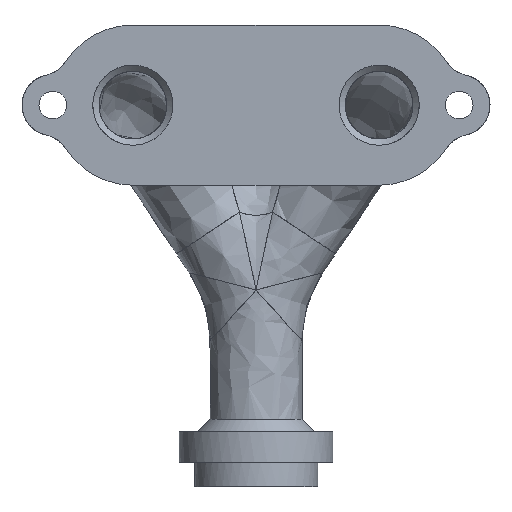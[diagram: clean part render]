
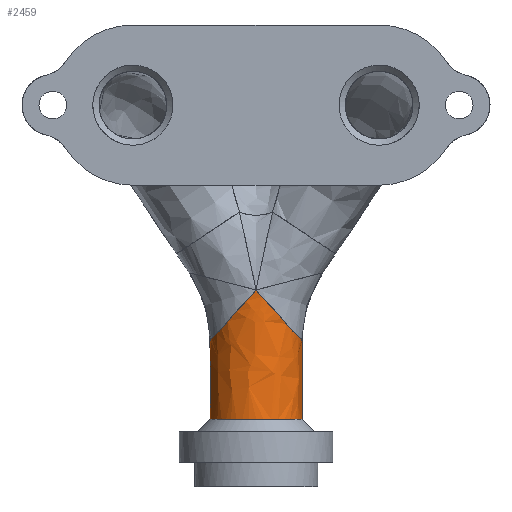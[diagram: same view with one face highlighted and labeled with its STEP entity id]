
A CAD part, front view. The second image highlights one B-rep face of the part: STEP entity #2459.
In plain terms, the highlighted free-form (B-spline) face has degree [2, 1] with [7, 2] control points.
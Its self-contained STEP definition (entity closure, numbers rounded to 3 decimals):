
#2459 = ADVANCED_FACE('',(#2460),#2552,.T.);
#2460 = FACE_BOUND('',#2461,.T.);
#2461 = EDGE_LOOP('',(#2462,#2471,#2483,#2490,#2506,#2522,#2538));
#2462 = ORIENTED_EDGE('',*,*,#2463,.T.);
#2463 = EDGE_CURVE('',#2464,#2466,#2468,.T.);
#2464 = VERTEX_POINT('',#2465);
#2465 = CARTESIAN_POINT('',(8.006,0.,
    25.27));
#2466 = VERTEX_POINT('',#2467);
#2467 = CARTESIAN_POINT('',(8.006,0.,
    11.742));
#2468 = B_SPLINE_CURVE_WITH_KNOTS('',1,(#2469,#2470),.UNSPECIFIED.,.F.,
  .F.,(2,2),(6.056,18.729),.PIECEWISE_BEZIER_KNOTS.);
#2469 = CARTESIAN_POINT('',(8.006,0.,
    25.27));
#2470 = CARTESIAN_POINT('',(8.006,0.,
    11.742));
#2471 = ORIENTED_EDGE('',*,*,#2472,.T.);
#2472 = EDGE_CURVE('',#2466,#2473,#2475,.T.);
#2473 = VERTEX_POINT('',#2474);
#2474 = CARTESIAN_POINT('',(8.006,0.,
    11.742));
#2475 = ( BOUNDED_CURVE() B_SPLINE_CURVE(2,(#2476,#2477,#2478,#2479,
#2480,#2481,#2482),.UNSPECIFIED.,.T.,.F.) B_SPLINE_CURVE_WITH_KNOTS((1,2
    ,2,2,2,1),(-2.094,0.,2.094,4.189,
6.283,8.378),.UNSPECIFIED.) CURVE() 
GEOMETRIC_REPRESENTATION_ITEM() RATIONAL_B_SPLINE_CURVE((1.,0.5,1.,0.5,
1.,0.5,1.)) REPRESENTATION_ITEM('') );
#2476 = CARTESIAN_POINT('',(8.006,0.,
    11.742));
#2477 = CARTESIAN_POINT('',(8.006,13.866,
    11.742));
#2478 = CARTESIAN_POINT('',(-4.003,6.933,
    11.742));
#2479 = CARTESIAN_POINT('',(-16.012,0.,
    11.742));
#2480 = CARTESIAN_POINT('',(-4.003,-6.933,
    11.742));
#2481 = CARTESIAN_POINT('',(8.006,-13.866,
    11.742));
#2482 = CARTESIAN_POINT('',(8.006,0.,
    11.742));
#2483 = ORIENTED_EDGE('',*,*,#2484,.T.);
#2484 = EDGE_CURVE('',#2473,#2485,#2487,.T.);
#2485 = VERTEX_POINT('',#2486);
#2486 = CARTESIAN_POINT('',(8.006,0.,
    25.27));
#2487 = B_SPLINE_CURVE_WITH_KNOTS('',1,(#2488,#2489),.UNSPECIFIED.,.F.,
  .F.,(2,2),(11.,23.674),.PIECEWISE_BEZIER_KNOTS.);
#2488 = CARTESIAN_POINT('',(8.006,0.,
    11.742));
#2489 = CARTESIAN_POINT('',(8.006,0.,
    25.27));
#2490 = ORIENTED_EDGE('',*,*,#2491,.T.);
#2491 = EDGE_CURVE('',#2485,#2492,#2494,.T.);
#2492 = VERTEX_POINT('',#2493);
#2493 = CARTESIAN_POINT('',(0.,-8.006,
    34.158));
#2494 = B_SPLINE_CURVE_WITH_KNOTS('',10,(#2495,#2496,#2497,#2498,#2499,
    #2500,#2501,#2502,#2503,#2504,#2505),.UNSPECIFIED.,.F.,.F.,(11,11),(
    0.,12.046),.PIECEWISE_BEZIER_KNOTS.);
#2495 = CARTESIAN_POINT('',(8.006,0.,
    25.27));
#2496 = CARTESIAN_POINT('',(8.006,-1.565,
    25.27));
#2497 = CARTESIAN_POINT('',(7.666,-3.129,
    25.637));
#2498 = CARTESIAN_POINT('',(6.988,-4.551,
    26.368));
#2499 = CARTESIAN_POINT('',(6.051,-5.666,
    27.391));
#2500 = CARTESIAN_POINT('',(5.104,-6.477,
    28.476));
#2501 = CARTESIAN_POINT('',(4.093,-7.123,
    29.6));
#2502 = CARTESIAN_POINT('',(3.079,-7.564,
    30.738));
#2503 = CARTESIAN_POINT('',(2.055,-7.86,
    31.877));
#2504 = CARTESIAN_POINT('',(1.027,-8.006,
    33.017));
#2505 = CARTESIAN_POINT('',(0.,-8.006,
    34.158));
#2506 = ORIENTED_EDGE('',*,*,#2507,.T.);
#2507 = EDGE_CURVE('',#2492,#2508,#2510,.T.);
#2508 = VERTEX_POINT('',#2509);
#2509 = CARTESIAN_POINT('',(-8.006,0.,
    25.27));
#2510 = B_SPLINE_CURVE_WITH_KNOTS('',10,(#2511,#2512,#2513,#2514,#2515,
    #2516,#2517,#2518,#2519,#2520,#2521),.UNSPECIFIED.,.F.,.F.,(11,11),(
    0.,12.046),.PIECEWISE_BEZIER_KNOTS.);
#2511 = CARTESIAN_POINT('',(0.,-8.006,
    34.158));
#2512 = CARTESIAN_POINT('',(-1.027,-8.006,
    33.017));
#2513 = CARTESIAN_POINT('',(-2.055,-7.86,
    31.877));
#2514 = CARTESIAN_POINT('',(-3.079,-7.564,
    30.738));
#2515 = CARTESIAN_POINT('',(-4.093,-7.123,
    29.6));
#2516 = CARTESIAN_POINT('',(-5.104,-6.477,
    28.476));
#2517 = CARTESIAN_POINT('',(-6.051,-5.666,
    27.391));
#2518 = CARTESIAN_POINT('',(-6.988,-4.551,
    26.368));
#2519 = CARTESIAN_POINT('',(-7.666,-3.129,
    25.637));
#2520 = CARTESIAN_POINT('',(-8.006,-1.565,
    25.27));
#2521 = CARTESIAN_POINT('',(-8.006,0.,
    25.27));
#2522 = ORIENTED_EDGE('',*,*,#2523,.T.);
#2523 = EDGE_CURVE('',#2508,#2524,#2526,.T.);
#2524 = VERTEX_POINT('',#2525);
#2525 = CARTESIAN_POINT('',(0.,8.006,
    34.158));
#2526 = B_SPLINE_CURVE_WITH_KNOTS('',10,(#2527,#2528,#2529,#2530,#2531,
    #2532,#2533,#2534,#2535,#2536,#2537),.UNSPECIFIED.,.F.,.F.,(11,11),(
    12.046,24.093),.PIECEWISE_BEZIER_KNOTS.);
#2527 = CARTESIAN_POINT('',(-8.006,0.,
    25.27));
#2528 = CARTESIAN_POINT('',(-8.006,1.565,
    25.27));
#2529 = CARTESIAN_POINT('',(-7.666,3.129,
    25.637));
#2530 = CARTESIAN_POINT('',(-6.988,4.551,
    26.368));
#2531 = CARTESIAN_POINT('',(-6.051,5.666,
    27.391));
#2532 = CARTESIAN_POINT('',(-5.104,6.477,
    28.476));
#2533 = CARTESIAN_POINT('',(-4.093,7.123,
    29.6));
#2534 = CARTESIAN_POINT('',(-3.079,7.564,
    30.738));
#2535 = CARTESIAN_POINT('',(-2.055,7.86,
    31.877));
#2536 = CARTESIAN_POINT('',(-1.027,8.006,
    33.017));
#2537 = CARTESIAN_POINT('',(0.,8.006,
    34.158));
#2538 = ORIENTED_EDGE('',*,*,#2539,.T.);
#2539 = EDGE_CURVE('',#2524,#2464,#2540,.T.);
#2540 = B_SPLINE_CURVE_WITH_KNOTS('',10,(#2541,#2542,#2543,#2544,#2545,
    #2546,#2547,#2548,#2549,#2550,#2551),.UNSPECIFIED.,.F.,.F.,(11,11),(
    12.046,24.093),.PIECEWISE_BEZIER_KNOTS.);
#2541 = CARTESIAN_POINT('',(0.,8.006,
    34.158));
#2542 = CARTESIAN_POINT('',(1.027,8.006,33.017
    ));
#2543 = CARTESIAN_POINT('',(2.055,7.86,31.877
    ));
#2544 = CARTESIAN_POINT('',(3.079,7.564,
    30.738));
#2545 = CARTESIAN_POINT('',(4.093,7.123,
    29.6));
#2546 = CARTESIAN_POINT('',(5.104,6.477,
    28.476));
#2547 = CARTESIAN_POINT('',(6.051,5.666,
    27.391));
#2548 = CARTESIAN_POINT('',(6.988,4.551,
    26.368));
#2549 = CARTESIAN_POINT('',(7.666,3.129,25.637
    ));
#2550 = CARTESIAN_POINT('',(8.006,1.565,
    25.27));
#2551 = CARTESIAN_POINT('',(8.006,0.,
    25.27));
#2552 = ( BOUNDED_SURFACE() B_SPLINE_SURFACE(2,1,(
    (#2553,#2554)
    ,(#2555,#2556)
    ,(#2557,#2558)
    ,(#2559,#2560)
    ,(#2561,#2562)
    ,(#2563,#2564)
    ,(#2565,#2566
)),.UNSPECIFIED.,.T.,.F.,.F.) B_SPLINE_SURFACE_WITH_KNOTS((1,2,2,2,2,1),
  (2,2),(-2.094,0.,2.094,4.189,6.283,
    8.378),(0.,21.),.UNSPECIFIED.) 
GEOMETRIC_REPRESENTATION_ITEM() RATIONAL_B_SPLINE_SURFACE((
    (1.,1.)
    ,(0.5,0.5)
    ,(1.,1.)
    ,(0.5,0.5)
    ,(1.,1.)
    ,(0.5,0.5)
,(1.,1.))) REPRESENTATION_ITEM('') SURFACE() );
#2553 = CARTESIAN_POINT('',(8.006,0.,
    11.742));
#2554 = CARTESIAN_POINT('',(8.006,0.,
    34.158));
#2555 = CARTESIAN_POINT('',(8.006,13.866,
    11.742));
#2556 = CARTESIAN_POINT('',(8.006,13.866,
    34.158));
#2557 = CARTESIAN_POINT('',(-4.003,6.933,
    11.742));
#2558 = CARTESIAN_POINT('',(-4.003,6.933,
    34.158));
#2559 = CARTESIAN_POINT('',(-16.012,0.,
    11.742));
#2560 = CARTESIAN_POINT('',(-16.012,0.,
    34.158));
#2561 = CARTESIAN_POINT('',(-4.003,-6.933,
    11.742));
#2562 = CARTESIAN_POINT('',(-4.003,-6.933,
    34.158));
#2563 = CARTESIAN_POINT('',(8.006,-13.866,
    11.742));
#2564 = CARTESIAN_POINT('',(8.006,-13.866,
    34.158));
#2565 = CARTESIAN_POINT('',(8.006,0.,
    11.742));
#2566 = CARTESIAN_POINT('',(8.006,0.,
    34.158));
